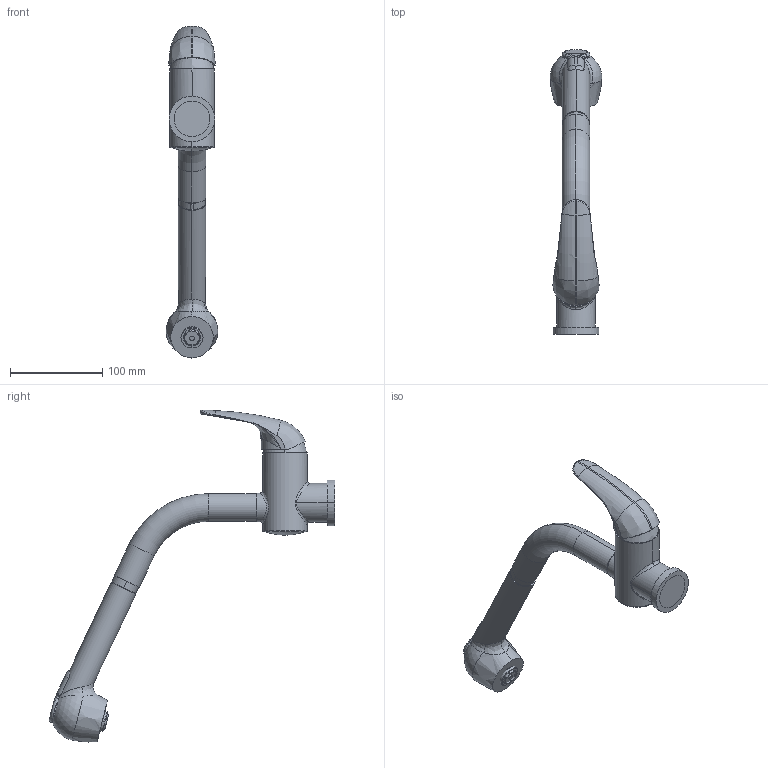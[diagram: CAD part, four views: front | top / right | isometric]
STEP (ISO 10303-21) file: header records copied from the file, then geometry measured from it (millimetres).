
FILE_DESCRIPTION((''),'2;1');
FILE_NAME('DU185CR','2021-11-09T13:48:16',('ut3'),('PAFFONI SpA'),'CREO PARAMETRIC BY PTC INC, 2020044','CREO PARAMETRIC BY PTC INC, 2020044','');
FILE_SCHEMA(('CONFIG_CONTROL_DESIGN','SHAPE_APPEARANCE_LAYERS_GROUPS'));
Length unit declared in the file: millimetre
Products named in the file (1): DU185CR
Bounding box: 55.77 x 308.84 x 359.37 mm (x, y, z)
Surface area: 87928.4 mm2 (no closed solid volume)
Topology: 0 solids, 24 shells, 180 faces, 473 edges, 302 vertices
Faces by surface type: cylinder 56, plane 50, bspline 46, torus 16, sphere 7, cone 5
Entity records: 9526 total; most frequent: CARTESIAN_POINT 3926, ORIENTED_EDGE 830, DIRECTION 818, EDGE_CURVE 467, AXIS2_PLACEMENT_3D 339, VERTEX_POINT 302, FILL_AREA_STYLE_COLOUR 224, FILL_AREA_STYLE 224
